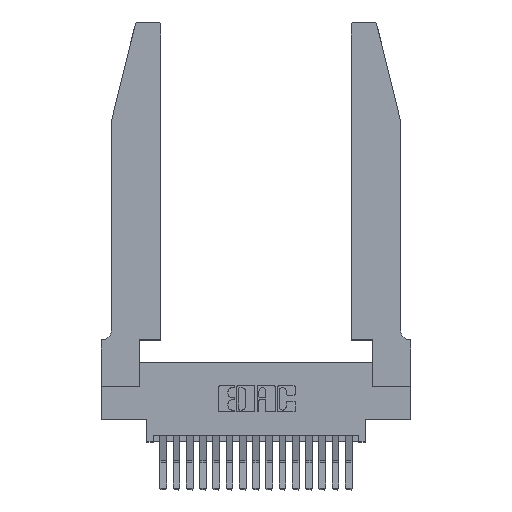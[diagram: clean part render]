
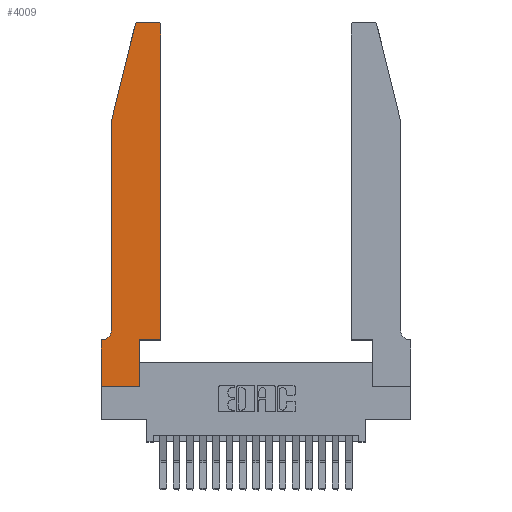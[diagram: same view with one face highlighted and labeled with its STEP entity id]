
A CAD part, top view. The second image highlights one B-rep face of the part: STEP entity #4009.
In plain terms, the highlighted planar face has unit normal (0, 0, 1).
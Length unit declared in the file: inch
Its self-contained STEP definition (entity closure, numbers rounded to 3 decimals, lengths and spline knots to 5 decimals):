
#104 = VECTOR ( 'NONE', #7318, 39.37008 ) ;
#479 = EDGE_CURVE ( 'NONE', #5176, #17807, #14855, .T. ) ;
#558 = ORIENTED_EDGE ( 'NONE', *, *, #10957, .T. ) ;
#648 = DIRECTION ( 'NONE',  ( -0.239, -0.971, 0. ) ) ;
#682 = VECTOR ( 'NONE', #18556, 39.37008 ) ;
#715 = CARTESIAN_POINT ( 'NONE',  ( 0., 0., 0.37 ) ) ;
#871 = VERTEX_POINT ( 'NONE', #4215 ) ;
#1066 = CARTESIAN_POINT ( 'NONE',  ( 0.4505, 0.35, 0.37 ) ) ;
#1184 = LINE ( 'NONE', #6082, #682 ) ;
#1728 = AXIS2_PLACEMENT_3D ( 'NONE', #12694, #13797, #10530 ) ;
#2167 = AXIS2_PLACEMENT_3D ( 'NONE', #12141, #2710, #13726 ) ;
#2532 = VECTOR ( 'NONE', #14715, 39.37008 ) ;
#2693 = VERTEX_POINT ( 'NONE', #715 ) ;
#2710 = DIRECTION ( 'NONE',  ( 0., 0., 1. ) ) ;
#2831 = EDGE_CURVE ( 'NONE', #17933, #8332, #12094, .T. ) ;
#3045 = LINE ( 'NONE', #13161, #2532 ) ;
#3055 = CARTESIAN_POINT ( 'NONE',  ( 0., 0., 0.37 ) ) ;
#3229 = LINE ( 'NONE', #8231, #19414 ) ;
#3250 = VECTOR ( 'NONE', #12152, 39.37008 ) ;
#3339 = VERTEX_POINT ( 'NONE', #10083 ) ;
#3857 = VECTOR ( 'NONE', #648, 39.37008 ) ;
#4009 = ADVANCED_FACE ( 'NONE', ( #9622 ), #19996, .T. ) ;
#4019 = VERTEX_POINT ( 'NONE', #15444 ) ;
#4177 = VERTEX_POINT ( 'NONE', #15790 ) ;
#4215 = CARTESIAN_POINT ( 'NONE',  ( 0.0055, 0.35, 0.37 ) ) ;
#4360 = ORIENTED_EDGE ( 'NONE', *, *, #18124, .T. ) ;
#4380 = LINE ( 'NONE', #11074, #12236 ) ;
#4549 = EDGE_CURVE ( 'NONE', #3339, #4019, #16440, .T. ) ;
#4775 = CARTESIAN_POINT ( 'NONE',  ( 0.0055, 0.42, 0.37 ) ) ;
#5122 = DIRECTION ( 'NONE',  ( 0., -1., 0. ) ) ;
#5176 = VERTEX_POINT ( 'NONE', #13816 ) ;
#6082 = CARTESIAN_POINT ( 'NONE',  ( 0., 0., 0.37 ) ) ;
#6373 = DIRECTION ( 'NONE',  ( -1., 0., 0. ) ) ;
#6489 = LINE ( 'NONE', #16210, #6997 ) ;
#6653 = AXIS2_PLACEMENT_3D ( 'NONE', #4775, #15724, #6373 ) ;
#6854 = DIRECTION ( 'NONE',  ( 1., 0., 0. ) ) ;
#6857 = ORIENTED_EDGE ( 'NONE', *, *, #19889, .T. ) ;
#6997 = VECTOR ( 'NONE', #6854, 39.37008 ) ;
#7318 = DIRECTION ( 'NONE',  ( 0., 1., 0. ) ) ;
#7709 = VERTEX_POINT ( 'NONE', #14129 ) ;
#8039 = EDGE_CURVE ( 'NONE', #4177, #14068, #3229, .T. ) ;
#8231 = CARTESIAN_POINT ( 'NONE',  ( 0.0755, 2., 0.37 ) ) ;
#8332 = VERTEX_POINT ( 'NONE', #18350 ) ;
#8566 = ORIENTED_EDGE ( 'NONE', *, *, #479, .T. ) ;
#8941 = CARTESIAN_POINT ( 'NONE',  ( 0.4505, 2.72, 0.37 ) ) ;
#9064 = ORIENTED_EDGE ( 'NONE', *, *, #8039, .T. ) ;
#9196 = DIRECTION ( 'NONE',  ( 0., 0., 1. ) ) ;
#9346 = CIRCLE ( 'NONE', #6653, 0.07 ) ;
#9622 = FACE_OUTER_BOUND ( 'NONE', #15854, .T. ) ;
#9820 = EDGE_CURVE ( 'NONE', #14068, #871, #9346, .T. ) ;
#10083 = CARTESIAN_POINT ( 'NONE',  ( 0.2865, 0., 0.37 ) ) ;
#10261 = VECTOR ( 'NONE', #11116, 39.37008 ) ;
#10377 = CARTESIAN_POINT ( 'NONE',  ( 0.4505, 0.35, 0.37 ) ) ;
#10498 = ORIENTED_EDGE ( 'NONE', *, *, #16496, .T. ) ;
#10530 = DIRECTION ( 'NONE',  ( 1., 0., 0. ) ) ;
#10770 = CARTESIAN_POINT ( 'NONE',  ( 0.25487, 2.72718, 0.37 ) ) ;
#10957 = EDGE_CURVE ( 'NONE', #17807, #4177, #12199, .T. ) ;
#11074 = CARTESIAN_POINT ( 'NONE',  ( 0.0755, 0.35, 0.37 ) ) ;
#11116 = DIRECTION ( 'NONE',  ( 1., 0., 0. ) ) ;
#11749 = CARTESIAN_POINT ( 'NONE',  ( 0.0755, 2., 0.37 ) ) ;
#12094 = CIRCLE ( 'NONE', #2167, 0.03 ) ;
#12141 = CARTESIAN_POINT ( 'NONE',  ( 0.4205, 2.72, 0.37 ) ) ;
#12152 = DIRECTION ( 'NONE',  ( 0., 1., 0. ) ) ;
#12199 = LINE ( 'NONE', #11749, #3857 ) ;
#12236 = VECTOR ( 'NONE', #12652, 39.37008 ) ;
#12652 = DIRECTION ( 'NONE',  ( -1., 0., 0. ) ) ;
#12694 = CARTESIAN_POINT ( 'NONE',  ( 0.284, 2.72, 0.37 ) ) ;
#12734 = CARTESIAN_POINT ( 'NONE',  ( 0.0755, 0.42, 0.37 ) ) ;
#13161 = CARTESIAN_POINT ( 'NONE',  ( 0.2605, 2.75, 0.37 ) ) ;
#13695 = ORIENTED_EDGE ( 'NONE', *, *, #9820, .T. ) ;
#13726 = DIRECTION ( 'NONE',  ( 1., 0., 0. ) ) ;
#13797 = DIRECTION ( 'NONE',  ( 0., 0., 1. ) ) ;
#13816 = CARTESIAN_POINT ( 'NONE',  ( 0.284, 2.75, 0.37 ) ) ;
#14068 = VERTEX_POINT ( 'NONE', #12734 ) ;
#14129 = CARTESIAN_POINT ( 'NONE',  ( 0., 0.35, 0.37 ) ) ;
#14158 = EDGE_CURVE ( 'NONE', #4019, #19825, #6489, .T. ) ;
#14183 = ORIENTED_EDGE ( 'NONE', *, *, #19975, .T. ) ;
#14662 = ORIENTED_EDGE ( 'NONE', *, *, #4549, .T. ) ;
#14715 = DIRECTION ( 'NONE',  ( -1., 0., 0. ) ) ;
#14775 = LINE ( 'NONE', #1066, #3250 ) ;
#14855 = CIRCLE ( 'NONE', #1728, 0.03 ) ;
#15444 = CARTESIAN_POINT ( 'NONE',  ( 0.2865, 0.35, 0.37 ) ) ;
#15724 = DIRECTION ( 'NONE',  ( 0., 0., -1. ) ) ;
#15790 = CARTESIAN_POINT ( 'NONE',  ( 0.0755, 2., 0.37 ) ) ;
#15854 = EDGE_LOOP ( 'NONE', ( #4360, #8566, #558, #9064, #13695, #17830, #14183, #10498, #14662, #18807, #6857, #19305 ) ) ;
#15855 = EDGE_CURVE ( 'NONE', #871, #7709, #4380, .T. ) ;
#16210 = CARTESIAN_POINT ( 'NONE',  ( 0.4505, 0.35, 0.37 ) ) ;
#16440 = LINE ( 'NONE', #19784, #104 ) ;
#16496 = EDGE_CURVE ( 'NONE', #2693, #3339, #18545, .T. ) ;
#16818 = AXIS2_PLACEMENT_3D ( 'NONE', #18503, #9196, #20062 ) ;
#17807 = VERTEX_POINT ( 'NONE', #10770 ) ;
#17830 = ORIENTED_EDGE ( 'NONE', *, *, #15855, .T. ) ;
#17933 = VERTEX_POINT ( 'NONE', #8941 ) ;
#18124 = EDGE_CURVE ( 'NONE', #8332, #5176, #3045, .T. ) ;
#18350 = CARTESIAN_POINT ( 'NONE',  ( 0.4205, 2.75, 0.37 ) ) ;
#18503 = CARTESIAN_POINT ( 'NONE',  ( 0., 0.35, 0.37 ) ) ;
#18545 = LINE ( 'NONE', #3055, #10261 ) ;
#18556 = DIRECTION ( 'NONE',  ( 0., -1., 0. ) ) ;
#18807 = ORIENTED_EDGE ( 'NONE', *, *, #14158, .T. ) ;
#19305 = ORIENTED_EDGE ( 'NONE', *, *, #2831, .T. ) ;
#19414 = VECTOR ( 'NONE', #5122, 39.37008 ) ;
#19784 = CARTESIAN_POINT ( 'NONE',  ( 0.2865, 0.35, 0.37 ) ) ;
#19825 = VERTEX_POINT ( 'NONE', #10377 ) ;
#19889 = EDGE_CURVE ( 'NONE', #19825, #17933, #14775, .T. ) ;
#19975 = EDGE_CURVE ( 'NONE', #7709, #2693, #1184, .T. ) ;
#19996 = PLANE ( 'NONE',  #16818 ) ;
#20062 = DIRECTION ( 'NONE',  ( 1., 0., 0. ) ) ;
